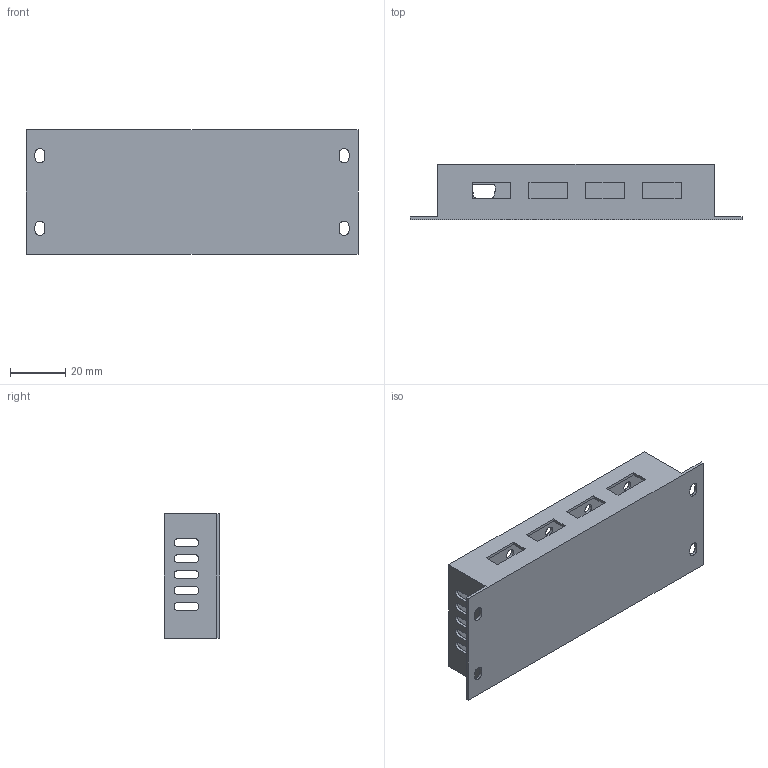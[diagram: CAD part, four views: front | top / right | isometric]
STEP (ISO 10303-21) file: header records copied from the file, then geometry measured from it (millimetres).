
FILE_DESCRIPTION(/* description */ (''),/* implementation_level */ '2;1');
FILE_NAME(/* name */ 'USBG-PUSB2-MH.stp',/* time_stamp */ '2016-06-17T13:51:38-04:00',/* author */ ('Kieran'),/* organization */ (''),/* preprocessor_version */ 'ST-DEVELOPER v15.6',/* originating_system */ 'Autodesk Inventor 2015',/* authorisation */ '');
FILE_SCHEMA (('AUTOMOTIVE_DESIGN { 1 0 10303 214 3 1 1 }'));
Length unit declared in the file: millimetre
Products named in the file (1): USBG-PUSB2-MH
Bounding box: 120 x 20 x 45 mm (x, y, z)
Volume: 14309.1 mm3; surface area: 29178.8 mm2
Topology: 1 solids, 1 shells, 107 faces, 309 edges, 206 vertices
Faces by surface type: plane 66, cylinder 41
Full cylindrical faces by diameter (mm): 3.5 x4, 4 x1
Entity records: 3616 total; most frequent: CARTESIAN_POINT 618, ORIENTED_EDGE 608, DIRECTION 602, EDGE_CURVE 304, LINE 222, VECTOR 222, VERTEX_POINT 206, AXIS2_PLACEMENT_3D 190
